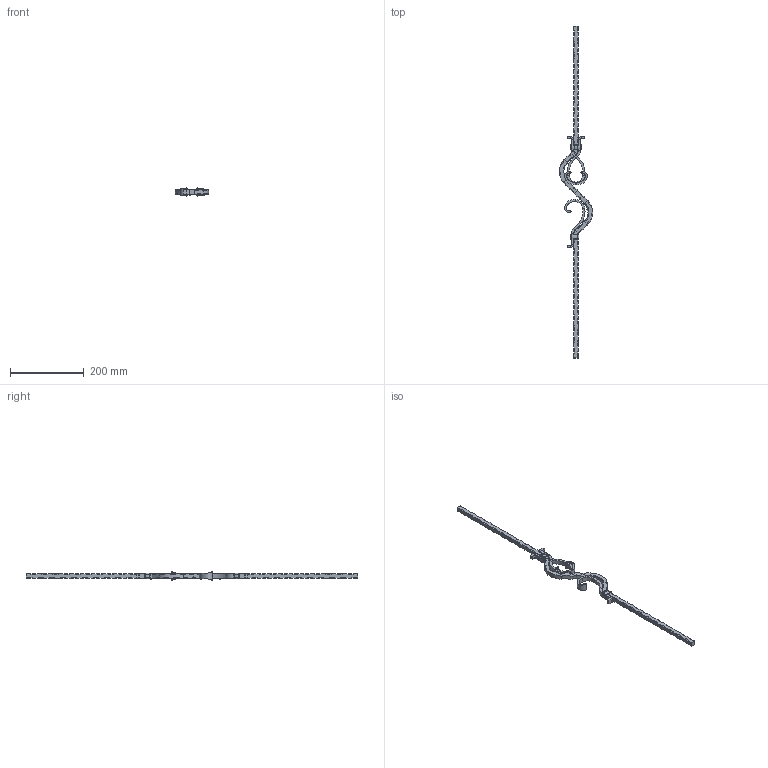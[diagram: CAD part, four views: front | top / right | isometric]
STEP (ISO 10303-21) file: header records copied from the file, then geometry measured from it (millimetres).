
FILE_DESCRIPTION (( 'STEP AP203' ), '1' );
FILE_NAME ('1203.STEP', '2023-06-14T10:54:11', ( '' ), ( '' ), 'SwSTEP 2.0', 'SolidWorks 2018', '' );
FILE_SCHEMA (( 'CONFIG_CONTROL_DESIGN' ));
Length unit declared in the file: millimetre
Products named in the file (1): 1203
Bounding box: 89.99 x 900 x 22.12 mm (x, y, z)
Volume: 183679.3 mm3; surface area: 75948.2 mm2
Topology: 7 solids, 7 shells, 901 faces, 2347 edges, 1244 vertices
Faces by surface type: plane 349, torus 234, cylinder 203, bspline 115
Entity records: 32385 total; most frequent: CARTESIAN_POINT 12075, ORIENTED_EDGE 4240, DIRECTION 4216, EDGE_CURVE 2120, AXIS2_PLACEMENT_3D 1571, VERTEX_POINT 1244, VECTOR 1074, LINE 1074
